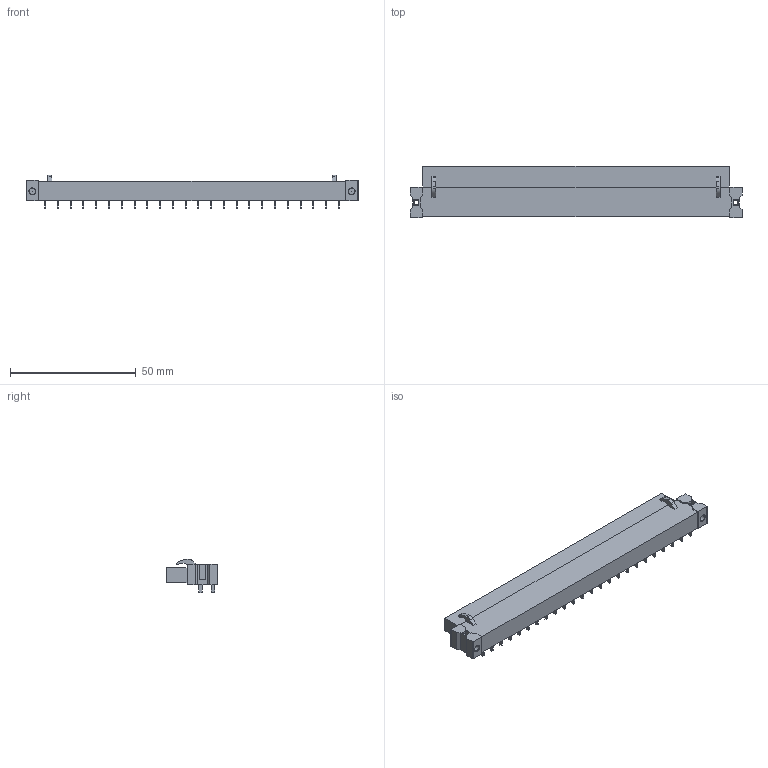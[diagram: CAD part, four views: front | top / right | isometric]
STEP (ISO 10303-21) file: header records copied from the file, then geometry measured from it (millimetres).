
FILE_DESCRIPTION(('CATIA V5 STEP Exchange','CAx-IF Rec.Pracs.--- Model Styling and Organization---1.2---2011-12-15'),'2;1');
FILE_NAME ('D1457337_0_1843970000_1843970000.stp','2018-08-30T15:48:55+00:00',('none'),('Weidmueller'),'CATIA Version 5-6 Release 2014','CATIA V5 STEP AP214','none');
FILE_SCHEMA(('AUTOMOTIVE_DESIGN { 1 0 10303 214 1 1 1 1 }'));
Length unit declared in the file: millimetre
Products named in the file (1): 1843970000
Bounding box: 132.08 x 20.65 x 13.48 mm (x, y, z)
Volume: 17946.8 mm3; surface area: 8897.3 mm2
Topology: 49 solids, 49 shells, 828 faces, 1934 edges, 1286 vertices
Faces by surface type: plane 730, cone 56, cylinder 42
Entity records: 21198 total; most frequent: ORIENTED_EDGE 3868, CARTESIAN_POINT 3668, DIRECTION 2828, EDGE_CURVE 1934, VECTOR 1746, LINE 1746, VERTEX_POINT 1286, EDGE_LOOP 922
